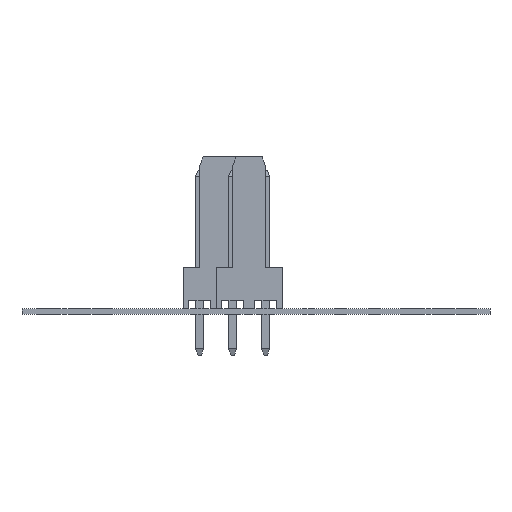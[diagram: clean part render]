
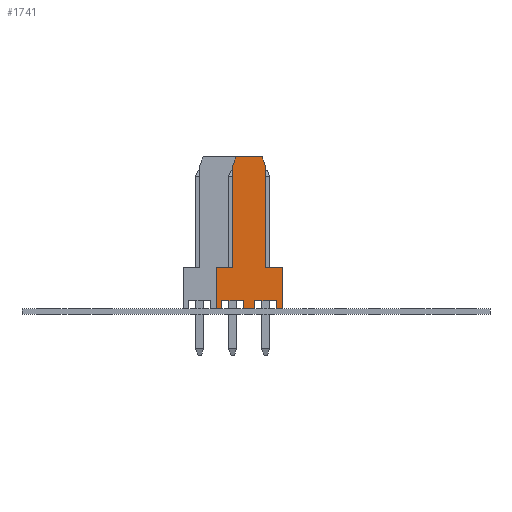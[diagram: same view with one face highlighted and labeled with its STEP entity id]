
A CAD part, left-side view. The second image highlights one B-rep face of the part: STEP entity #1741.
In plain terms, the highlighted planar face has unit normal (-1, 0, 0).
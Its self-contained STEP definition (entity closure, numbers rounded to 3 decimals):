
#1741 = ADVANCED_FACE('',(#1742),#1888,.T.);
#1742 = FACE_BOUND('',#1743,.T.);
#1743 = EDGE_LOOP('',(#1744,#1754,#1762,#1770,#1778,#1786,#1794,#1802,
    #1810,#1818,#1826,#1834,#1842,#1850,#1858,#1866,#1874,#1882));
#1744 = ORIENTED_EDGE('',*,*,#1745,.T.);
#1745 = EDGE_CURVE('',#1746,#1748,#1750,.T.);
#1746 = VERTEX_POINT('',#1747);
#1747 = CARTESIAN_POINT('',(118.485,89.64,
    0.64));
#1748 = VERTEX_POINT('',#1749);
#1749 = CARTESIAN_POINT('',(118.485,87.96,
    0.64));
#1750 = LINE('',#1751,#1752);
#1751 = CARTESIAN_POINT('',(118.485,89.64,
    0.64));
#1752 = VECTOR('',#1753,1.);
#1753 = DIRECTION('',(0.,-1.,0.));
#1754 = ORIENTED_EDGE('',*,*,#1755,.T.);
#1755 = EDGE_CURVE('',#1748,#1756,#1758,.T.);
#1756 = VERTEX_POINT('',#1757);
#1757 = CARTESIAN_POINT('',(118.485,87.96,
    0.));
#1758 = LINE('',#1759,#1760);
#1759 = CARTESIAN_POINT('',(118.485,87.96,
    0.64));
#1760 = VECTOR('',#1761,1.);
#1761 = DIRECTION('',(0.,0.,-1.));
#1762 = ORIENTED_EDGE('',*,*,#1763,.F.);
#1763 = EDGE_CURVE('',#1764,#1756,#1766,.T.);
#1764 = VERTEX_POINT('',#1765);
#1765 = CARTESIAN_POINT('',(118.485,87.1,
    0.));
#1766 = LINE('',#1767,#1768);
#1767 = CARTESIAN_POINT('',(118.485,84.99,
    0.));
#1768 = VECTOR('',#1769,1.);
#1769 = DIRECTION('',(0.,1.,0.));
#1770 = ORIENTED_EDGE('',*,*,#1771,.T.);
#1771 = EDGE_CURVE('',#1764,#1772,#1774,.T.);
#1772 = VERTEX_POINT('',#1773);
#1773 = CARTESIAN_POINT('',(118.485,87.1,
    0.64));
#1774 = LINE('',#1775,#1776);
#1775 = CARTESIAN_POINT('',(118.485,87.1,
    0.));
#1776 = VECTOR('',#1777,1.);
#1777 = DIRECTION('',(0.,0.,1.));
#1778 = ORIENTED_EDGE('',*,*,#1779,.T.);
#1779 = EDGE_CURVE('',#1772,#1780,#1782,.T.);
#1780 = VERTEX_POINT('',#1781);
#1781 = CARTESIAN_POINT('',(118.485,85.42,
    0.64));
#1782 = LINE('',#1783,#1784);
#1783 = CARTESIAN_POINT('',(118.485,87.1,
    0.64));
#1784 = VECTOR('',#1785,1.);
#1785 = DIRECTION('',(0.,-1.,0.));
#1786 = ORIENTED_EDGE('',*,*,#1787,.T.);
#1787 = EDGE_CURVE('',#1780,#1788,#1790,.T.);
#1788 = VERTEX_POINT('',#1789);
#1789 = CARTESIAN_POINT('',(118.485,85.42,
    0.));
#1790 = LINE('',#1791,#1792);
#1791 = CARTESIAN_POINT('',(118.485,85.42,
    0.64));
#1792 = VECTOR('',#1793,1.);
#1793 = DIRECTION('',(0.,0.,-1.));
#1794 = ORIENTED_EDGE('',*,*,#1795,.F.);
#1795 = EDGE_CURVE('',#1796,#1788,#1798,.T.);
#1796 = VERTEX_POINT('',#1797);
#1797 = CARTESIAN_POINT('',(118.485,84.99,
    0.));
#1798 = LINE('',#1799,#1800);
#1799 = CARTESIAN_POINT('',(118.485,84.99,
    0.));
#1800 = VECTOR('',#1801,1.);
#1801 = DIRECTION('',(0.,1.,0.));
#1802 = ORIENTED_EDGE('',*,*,#1803,.T.);
#1803 = EDGE_CURVE('',#1796,#1804,#1806,.T.);
#1804 = VERTEX_POINT('',#1805);
#1805 = CARTESIAN_POINT('',(118.485,84.99,
    3.16));
#1806 = LINE('',#1807,#1808);
#1807 = CARTESIAN_POINT('',(118.485,84.99,
    0.));
#1808 = VECTOR('',#1809,1.);
#1809 = DIRECTION('',(0.,0.,1.));
#1810 = ORIENTED_EDGE('',*,*,#1811,.F.);
#1811 = EDGE_CURVE('',#1812,#1804,#1814,.T.);
#1812 = VERTEX_POINT('',#1813);
#1813 = CARTESIAN_POINT('',(118.485,86.26,
    3.16));
#1814 = LINE('',#1815,#1816);
#1815 = CARTESIAN_POINT('',(118.485,84.99,
    3.16));
#1816 = VECTOR('',#1817,1.);
#1817 = DIRECTION('',(0.,-1.,0.));
#1818 = ORIENTED_EDGE('',*,*,#1819,.T.);
#1819 = EDGE_CURVE('',#1812,#1820,#1822,.T.);
#1820 = VERTEX_POINT('',#1821);
#1821 = CARTESIAN_POINT('',(118.485,86.26,
    10.95));
#1822 = LINE('',#1823,#1824);
#1823 = CARTESIAN_POINT('',(118.485,86.26,
    0.));
#1824 = VECTOR('',#1825,1.);
#1825 = DIRECTION('',(0.,0.,1.));
#1826 = ORIENTED_EDGE('',*,*,#1827,.T.);
#1827 = EDGE_CURVE('',#1820,#1828,#1830,.T.);
#1828 = VERTEX_POINT('',#1829);
#1829 = CARTESIAN_POINT('',(118.485,86.533,
    11.7));
#1830 = LINE('',#1831,#1832);
#1831 = CARTESIAN_POINT('',(118.485,86.26,
    10.95));
#1832 = VECTOR('',#1833,1.);
#1833 = DIRECTION('',(0.,0.342,0.94)
  );
#1834 = ORIENTED_EDGE('',*,*,#1835,.T.);
#1835 = EDGE_CURVE('',#1828,#1836,#1838,.T.);
#1836 = VERTEX_POINT('',#1837);
#1837 = CARTESIAN_POINT('',(118.485,88.527,
    11.7));
#1838 = LINE('',#1839,#1840);
#1839 = CARTESIAN_POINT('',(118.485,84.99,
    11.7));
#1840 = VECTOR('',#1841,1.);
#1841 = DIRECTION('',(0.,1.,0.));
#1842 = ORIENTED_EDGE('',*,*,#1843,.T.);
#1843 = EDGE_CURVE('',#1836,#1844,#1846,.T.);
#1844 = VERTEX_POINT('',#1845);
#1845 = CARTESIAN_POINT('',(118.485,88.8,
    10.95));
#1846 = LINE('',#1847,#1848);
#1847 = CARTESIAN_POINT('',(118.485,88.527,
    11.7));
#1848 = VECTOR('',#1849,1.);
#1849 = DIRECTION('',(0.,0.342,-0.94
    ));
#1850 = ORIENTED_EDGE('',*,*,#1851,.T.);
#1851 = EDGE_CURVE('',#1844,#1852,#1854,.T.);
#1852 = VERTEX_POINT('',#1853);
#1853 = CARTESIAN_POINT('',(118.485,88.8,
    3.16));
#1854 = LINE('',#1855,#1856);
#1855 = CARTESIAN_POINT('',(118.485,88.8,
    0.));
#1856 = VECTOR('',#1857,1.);
#1857 = DIRECTION('',(0.,0.,-1.));
#1858 = ORIENTED_EDGE('',*,*,#1859,.F.);
#1859 = EDGE_CURVE('',#1860,#1852,#1862,.T.);
#1860 = VERTEX_POINT('',#1861);
#1861 = CARTESIAN_POINT('',(118.485,90.07,
    3.16));
#1862 = LINE('',#1863,#1864);
#1863 = CARTESIAN_POINT('',(118.485,84.99,
    3.16));
#1864 = VECTOR('',#1865,1.);
#1865 = DIRECTION('',(0.,-1.,0.));
#1866 = ORIENTED_EDGE('',*,*,#1867,.T.);
#1867 = EDGE_CURVE('',#1860,#1868,#1870,.T.);
#1868 = VERTEX_POINT('',#1869);
#1869 = CARTESIAN_POINT('',(118.485,90.07,
    0.));
#1870 = LINE('',#1871,#1872);
#1871 = CARTESIAN_POINT('',(118.485,90.07,
    0.));
#1872 = VECTOR('',#1873,1.);
#1873 = DIRECTION('',(0.,0.,-1.));
#1874 = ORIENTED_EDGE('',*,*,#1875,.F.);
#1875 = EDGE_CURVE('',#1876,#1868,#1878,.T.);
#1876 = VERTEX_POINT('',#1877);
#1877 = CARTESIAN_POINT('',(118.485,89.64,
    0.));
#1878 = LINE('',#1879,#1880);
#1879 = CARTESIAN_POINT('',(118.485,84.99,
    0.));
#1880 = VECTOR('',#1881,1.);
#1881 = DIRECTION('',(0.,1.,0.));
#1882 = ORIENTED_EDGE('',*,*,#1883,.T.);
#1883 = EDGE_CURVE('',#1876,#1746,#1884,.T.);
#1884 = LINE('',#1885,#1886);
#1885 = CARTESIAN_POINT('',(118.485,89.64,
    0.));
#1886 = VECTOR('',#1887,1.);
#1887 = DIRECTION('',(0.,0.,1.));
#1888 = PLANE('',#1889);
#1889 = AXIS2_PLACEMENT_3D('',#1890,#1891,#1892);
#1890 = CARTESIAN_POINT('',(118.485,84.99,
    0.));
#1891 = DIRECTION('',(-1.,0.,0.));
#1892 = DIRECTION('',(0.,-1.,0.));
